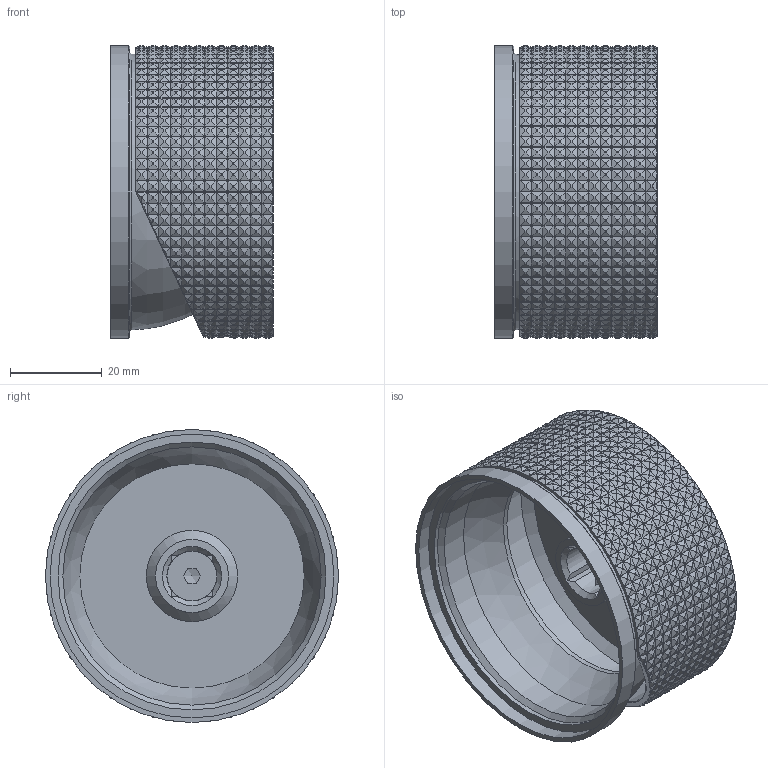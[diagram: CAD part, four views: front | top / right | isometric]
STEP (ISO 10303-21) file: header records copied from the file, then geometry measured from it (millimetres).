
FILE_DESCRIPTION(/* description */ ('Unknown'),/* implementation_level */ '2;1');
FILE_NAME(/* name */ 'GY031D-00',/* time_stamp */ '2024-10-31T11:50:23+01:00',/* author */ ('Unknown'),/* organization */ ('Unknown'),/* preprocessor_version */ 'ST-DEVELOPER v19.4',/* originating_system */ 'Solid Edge',/* authorisation */ 'Unknown');
FILE_SCHEMA (('AUTOMOTIVE_DESIGN {1 0 10303 214 3 1 1}'));
Products named in the file (4): GY031DEXT-00; GY031-002_oa_0; GY031-02; CZ031-10
Assembly tree (3 placements, depth 3):
  GY031DEXT-00
    GY031-002_oa_0
      GY031-02
    CZ031-10
Bounding box: 35.52 x 64 x 64 mm (x, y, z)
Surface area: 80812820 mm2
Topology: 2 solids, 2 shells, 6089 faces, 17480 edges, 11166 vertices
Faces by surface type: cylinder 3316, plane 1755, bspline 535, sphere 242, torus 129, cone 112
Full cylindrical faces by diameter (mm): 3.3 x1, 4.5 x1, 11 x1, 16 x1, 49 x1, 56.4 x1, 58.5 x1, 60.983 x1, 62 x1, 64 x1
Entity records: 251097 total; most frequent: CARTESIAN_POINT 68668, ORIENTED_EDGE 34380, DIRECTION 22151, EDGE_CURVE 17190, VERTEX_POINT 11150, B_SPLINE_CURVE_WITH_KNOTS 9079, AXIS2_PLACEMENT_3D 8482, FACE_BOUND 6140
